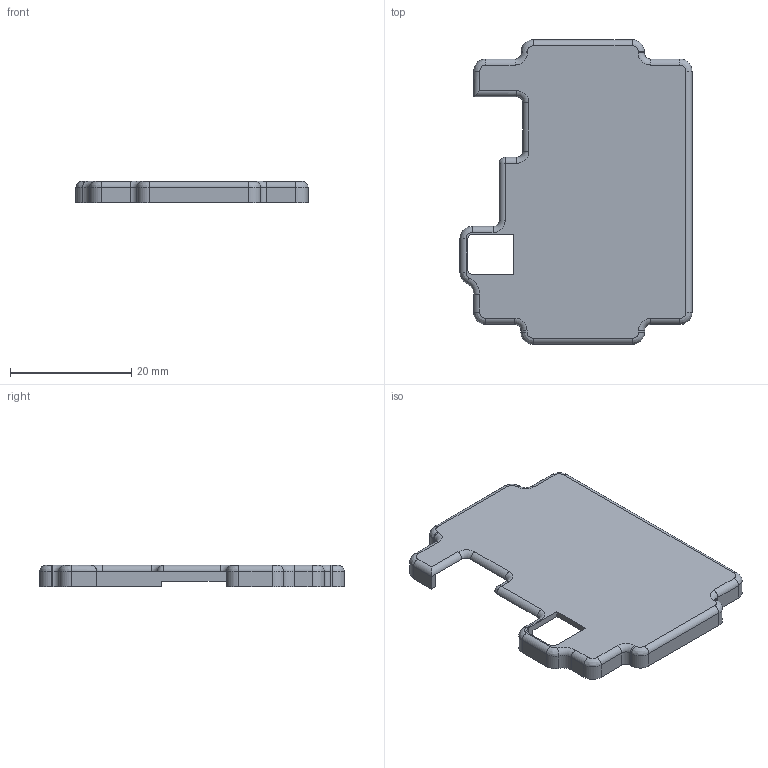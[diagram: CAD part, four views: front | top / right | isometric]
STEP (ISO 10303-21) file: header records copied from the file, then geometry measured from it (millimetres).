
FILE_DESCRIPTION(/* description */ (''),/* implementation_level */ '2;1');
FILE_NAME(/* name */ 'Racer top 412851.step',/* time_stamp */ '2025-04-12T20:51:13-05:00',/* author */ (''),/* organization */ (''),/* preprocessor_version */ 'ST-DEVELOPER v20.1',/* originating_system */ 'Autodesk Translation Framework v14.4.0.0',/* authorisation */ '');
FILE_SCHEMA (('AUTOMOTIVE_DESIGN { 1 0 10303 214 3 1 1 }'));
Length unit declared in the file: millimetre
Products named in the file (2): Racer; top body v03
Assembly tree (1 placements, depth 2):
  Racer
    top body v03
Bounding box: 38.25 x 50.2 x 3.5 mm (x, y, z)
Volume: 1857.2 mm3; surface area: 3905.3 mm2
Topology: 1 solids, 1 shells, 108 faces, 288 edges, 181 vertices
Faces by surface type: cylinder 48, plane 41, bspline 10, torus 8, sphere 1
Entity records: 3463 total; most frequent: CARTESIAN_POINT 660, DIRECTION 608, ORIENTED_EDGE 576, EDGE_CURVE 288, AXIS2_PLACEMENT_3D 219, VERTEX_POINT 181, LINE 170, VECTOR 170
